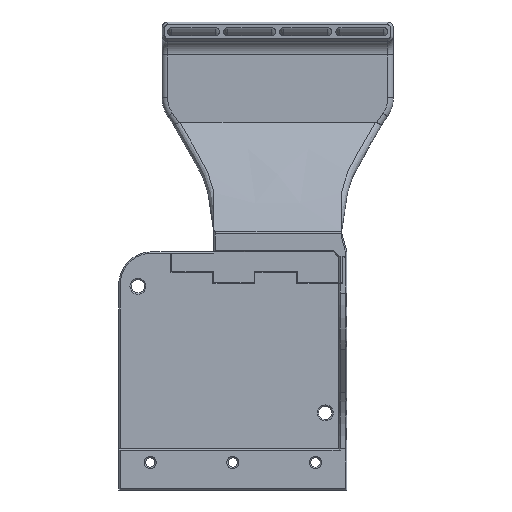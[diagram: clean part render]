
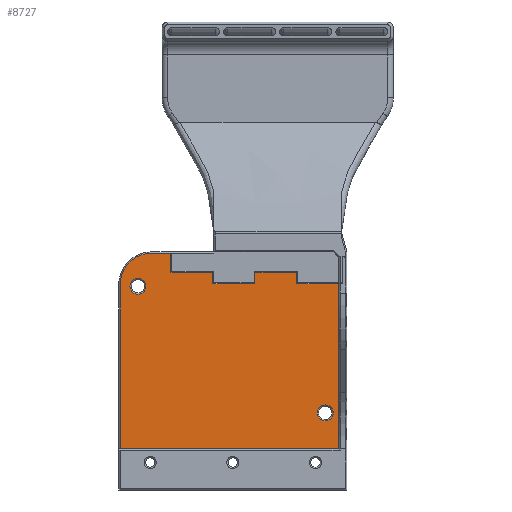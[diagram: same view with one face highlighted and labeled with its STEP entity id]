
A CAD part, left-side view. The second image highlights one B-rep face of the part: STEP entity #8727.
In plain terms, the highlighted planar face has unit normal (-1, 0, 0).
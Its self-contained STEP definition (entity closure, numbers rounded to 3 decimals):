
#305=CIRCLE('',#9237,11.5);
#306=CIRCLE('',#9238,2.9);
#307=CIRCLE('',#9239,2.9);
#589=FACE_BOUND('',#1340,.T.);
#590=FACE_BOUND('',#1341,.T.);
#781=FACE_OUTER_BOUND('',#1339,.T.);
#1339=EDGE_LOOP('',(#6745,#6746,#6747,#6748,#6749,#6750,#6751,#6752,#6753,
#6754,#6755,#6756,#6757));
#1340=EDGE_LOOP('',(#6758));
#1341=EDGE_LOOP('',(#6759));
#2134=LINE('',#12946,#3104);
#2145=LINE('',#12970,#3115);
#2150=LINE('',#12980,#3120);
#2153=LINE('',#12984,#3123);
#2154=LINE('',#12986,#3124);
#2161=LINE('',#13002,#3131);
#2164=LINE('',#13006,#3134);
#2169=LINE('',#13016,#3139);
#2182=LINE('',#13055,#3152);
#2186=LINE('',#13067,#3156);
#2187=LINE('',#13071,#3157);
#2188=LINE('',#13072,#3158);
#3104=VECTOR('',#10522,10.);
#3115=VECTOR('',#10541,10.);
#3120=VECTOR('',#10550,10.);
#3123=VECTOR('',#10555,10.);
#3124=VECTOR('',#10558,10.);
#3131=VECTOR('',#10569,10.);
#3134=VECTOR('',#10574,10.);
#3139=VECTOR('',#10581,10.);
#3152=VECTOR('',#10614,10.);
#3156=VECTOR('',#10624,10.);
#3157=VECTOR('',#10627,10.);
#3158=VECTOR('',#10628,10.);
#3907=VERTEX_POINT('',#12938);
#3910=VERTEX_POINT('',#12944);
#3918=VERTEX_POINT('',#12967);
#3919=VERTEX_POINT('',#12969);
#3921=VERTEX_POINT('',#12977);
#3922=VERTEX_POINT('',#12979);
#3927=VERTEX_POINT('',#12998);
#3929=VERTEX_POINT('',#13001);
#3933=VERTEX_POINT('',#13014);
#3949=VERTEX_POINT('',#13054);
#3954=VERTEX_POINT('',#13066);
#3955=VERTEX_POINT('',#13068);
#3956=VERTEX_POINT('',#13070);
#3957=VERTEX_POINT('',#13073);
#3958=VERTEX_POINT('',#13075);
#4880=EDGE_CURVE('',#3910,#3907,#2134,.T.);
#4891=EDGE_CURVE('',#3918,#3919,#2145,.T.);
#4896=EDGE_CURVE('',#3922,#3921,#2150,.T.);
#4899=EDGE_CURVE('',#3922,#3910,#2153,.T.);
#4900=EDGE_CURVE('',#3921,#3919,#2154,.T.);
#4907=EDGE_CURVE('',#3927,#3929,#2161,.T.);
#4910=EDGE_CURVE('',#3929,#3918,#2164,.T.);
#4915=EDGE_CURVE('',#3933,#3927,#2169,.T.);
#4934=EDGE_CURVE('',#3949,#3907,#2182,.T.);
#4940=EDGE_CURVE('',#3954,#3933,#2186,.T.);
#4941=EDGE_CURVE('',#3955,#3954,#305,.T.);
#4942=EDGE_CURVE('',#3956,#3955,#2187,.T.);
#4943=EDGE_CURVE('',#3956,#3949,#2188,.T.);
#4944=EDGE_CURVE('',#3957,#3957,#306,.T.);
#4945=EDGE_CURVE('',#3958,#3958,#307,.T.);
#6745=ORIENTED_EDGE('',*,*,#4915,.F.);
#6746=ORIENTED_EDGE('',*,*,#4940,.F.);
#6747=ORIENTED_EDGE('',*,*,#4941,.F.);
#6748=ORIENTED_EDGE('',*,*,#4942,.F.);
#6749=ORIENTED_EDGE('',*,*,#4943,.T.);
#6750=ORIENTED_EDGE('',*,*,#4934,.T.);
#6751=ORIENTED_EDGE('',*,*,#4880,.F.);
#6752=ORIENTED_EDGE('',*,*,#4899,.F.);
#6753=ORIENTED_EDGE('',*,*,#4896,.T.);
#6754=ORIENTED_EDGE('',*,*,#4900,.T.);
#6755=ORIENTED_EDGE('',*,*,#4891,.F.);
#6756=ORIENTED_EDGE('',*,*,#4910,.F.);
#6757=ORIENTED_EDGE('',*,*,#4907,.F.);
#6758=ORIENTED_EDGE('',*,*,#4944,.F.);
#6759=ORIENTED_EDGE('',*,*,#4945,.F.);
#8416=PLANE('',#9236);
#8727=ADVANCED_FACE('',(#781,#589,#590),#8416,.F.);
#9236=AXIS2_PLACEMENT_3D('',#13065,#10622,#10623);
#9237=AXIS2_PLACEMENT_3D('',#13069,#10625,#10626);
#9238=AXIS2_PLACEMENT_3D('',#13074,#10629,#10630);
#9239=AXIS2_PLACEMENT_3D('',#13076,#10631,#10632);
#10522=DIRECTION('',(0.,-1.,0.));
#10541=DIRECTION('',(0.,-1.,0.));
#10550=DIRECTION('',(0.,1.,0.));
#10555=DIRECTION('',(0.,0.,-1.));
#10558=DIRECTION('',(0.,0.,-1.));
#10569=DIRECTION('',(0.,-1.,0.));
#10574=DIRECTION('',(0.,0.,-1.));
#10581=DIRECTION('',(0.,0.,-1.));
#10614=DIRECTION('',(0.,0.,1.));
#10622=DIRECTION('center_axis',(1.,0.,0.));
#10623=DIRECTION('ref_axis',(0.,1.,0.));
#10624=DIRECTION('',(0.,-1.,0.));
#10625=DIRECTION('center_axis',(1.,0.,0.));
#10626=DIRECTION('ref_axis',(0.,1.,0.));
#10627=DIRECTION('',(0.,0.,1.));
#10628=DIRECTION('',(0.,-1.,0.));
#10629=DIRECTION('center_axis',(-1.,0.,0.));
#10630=DIRECTION('ref_axis',(0.,1.,0.));
#10631=DIRECTION('center_axis',(-1.,0.,0.));
#10632=DIRECTION('ref_axis',(0.,1.,0.));
#12938=CARTESIAN_POINT('',(110.002,-54.,134.2));
#12944=CARTESIAN_POINT('',(110.002,-38.775,134.2));
#12946=CARTESIAN_POINT('',(110.002,-35.525,134.2));
#12967=CARTESIAN_POINT('',(110.002,-8.325,134.2));
#12969=CARTESIAN_POINT('',(110.002,-23.55,134.2));
#12970=CARTESIAN_POINT('',(110.002,-35.525,134.2));
#12977=CARTESIAN_POINT('',(110.002,-23.55,138.2));
#12979=CARTESIAN_POINT('',(110.002,-38.775,138.2));
#12980=CARTESIAN_POINT('',(110.002,-38.775,138.2));
#12984=CARTESIAN_POINT('',(110.002,-38.775,137.2));
#12986=CARTESIAN_POINT('',(110.002,-23.55,135.2));
#12998=CARTESIAN_POINT('',(110.002,6.9,138.2));
#13001=CARTESIAN_POINT('',(110.002,-8.325,138.2));
#13002=CARTESIAN_POINT('',(110.002,6.9,138.2));
#13006=CARTESIAN_POINT('',(110.002,-8.325,137.2));
#13014=CARTESIAN_POINT('',(110.002,6.9,145.2));
#13016=CARTESIAN_POINT('',(110.002,6.9,121.325));
#13054=CARTESIAN_POINT('',(110.002,-54.,74.2));
#13055=CARTESIAN_POINT('',(110.002,-54.,109.2));
#13065=CARTESIAN_POINT('Origin',(110.002,-15.55,108.45));
#13066=CARTESIAN_POINT('',(110.002,13.9,145.2));
#13067=CARTESIAN_POINT('',(110.002,-0.825,145.2));
#13068=CARTESIAN_POINT('',(110.002,25.4,133.7));
#13069=CARTESIAN_POINT('Origin',(110.002,13.9,133.7));
#13070=CARTESIAN_POINT('',(110.002,25.4,74.2));
#13071=CARTESIAN_POINT('',(110.002,25.4,86.325));
#13072=CARTESIAN_POINT('',(110.002,-36.275,74.2));
#13073=CARTESIAN_POINT('',(110.002,-52.,87.2));
#13074=CARTESIAN_POINT('Origin',(110.002,-49.1,87.2));
#13075=CARTESIAN_POINT('',(110.002,16.,133.2));
#13076=CARTESIAN_POINT('Origin',(110.002,18.9,133.2));
